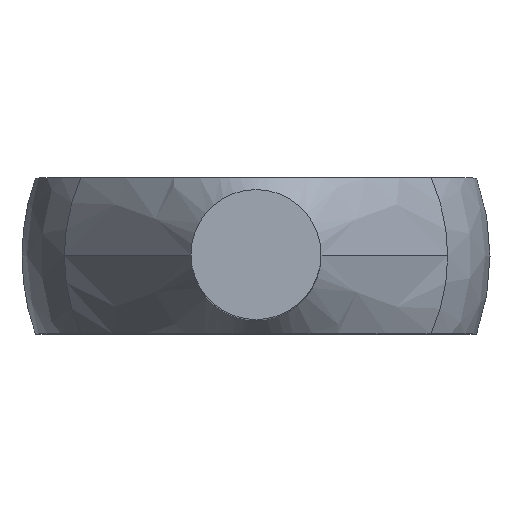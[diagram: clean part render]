
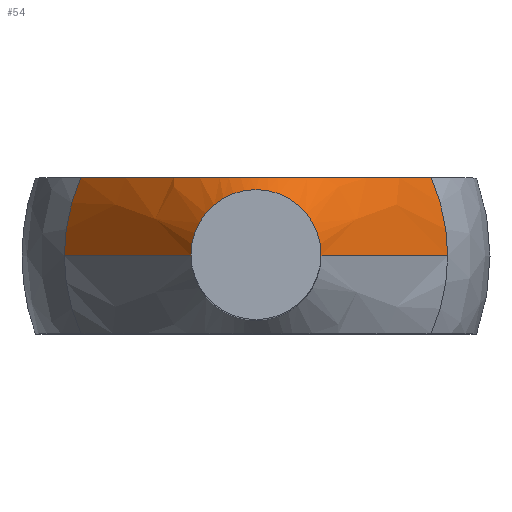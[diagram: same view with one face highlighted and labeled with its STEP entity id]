
A CAD part, top view. The second image highlights one B-rep face of the part: STEP entity #54.
In plain terms, the highlighted conical face has half-angle 35 degrees and reference radius 7.372 mm.
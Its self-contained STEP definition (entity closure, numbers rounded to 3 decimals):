
#7 = CARTESIAN_POINT ( 'NONE',  ( -4.812, 3., 7.599 ) ) ;
#8 = EDGE_CURVE ( 'NONE', #83, #158, #236, .T. ) ;
#9 = ORIENTED_EDGE ( 'NONE', *, *, #311, .F. ) ;
#14 = CARTESIAN_POINT ( 'NONE',  ( -0.836, 3., 11.251 ) ) ;
#15 = CARTESIAN_POINT ( 'NONE',  ( -2.735, 3., 9.9 ) ) ;
#17 = CARTESIAN_POINT ( 'NONE',  ( 6.734, 3., 5.162 ) ) ;
#18 = CARTESIAN_POINT ( 'NONE',  ( 4.283, 3., 8.237 ) ) ;
#19 = CARTESIAN_POINT ( 'NONE',  ( 0.337, 3., 11.388 ) ) ;
#26 = AXIS2_PLACEMENT_3D ( 'NONE', #392, #44, #306 ) ;
#30 = CARTESIAN_POINT ( 'NONE',  ( -6.734, 3., 5.162 ) ) ;
#44 = DIRECTION ( 'NONE',  ( 0., 0., -1. ) ) ;
#49 = AXIS2_PLACEMENT_3D ( 'NONE', #352, #225, #388 ) ;
#51 = CARTESIAN_POINT ( 'NONE',  ( 6.256, 3., 5.786 ) ) ;
#52 = CARTESIAN_POINT ( 'NONE',  ( -2.455, 3., 10.166 ) ) ;
#54 = ADVANCED_FACE ( 'NONE', ( #75 ), #234, .T. ) ;
#55 = CARTESIAN_POINT ( 'NONE',  ( -2.5, 0., 12.121 ) ) ;
#62 = CIRCLE ( 'NONE', #26, 2.5 ) ;
#69 = DIRECTION ( 'NONE',  ( 0., 0., -1. ) ) ;
#75 = FACE_OUTER_BOUND ( 'NONE', #109, .T. ) ;
#76 = EDGE_CURVE ( 'NONE', #385, #499, #119, .T. ) ;
#83 = VERTEX_POINT ( 'NONE', #55 ) ;
#85 = CARTESIAN_POINT ( 'NONE',  ( 4.786, 3., 7.632 ) ) ;
#87 = DIRECTION ( 'NONE',  ( 0.574, 0., -0.819 ) ) ;
#89 = CIRCLE ( 'NONE', #351, 7.372 ) ;
#93 = CARTESIAN_POINT ( 'NONE',  ( 3.494, 3., 9.118 ) ) ;
#94 = CARTESIAN_POINT ( 'NONE',  ( 5.772, 3., 6.407 ) ) ;
#106 = CARTESIAN_POINT ( 'NONE',  ( 0., 0., 5.162 ) ) ;
#109 = EDGE_LOOP ( 'NONE', ( #393, #162, #9, #237, #341, #116 ) ) ;
#112 = CARTESIAN_POINT ( 'NONE',  ( -5.786, 3., 6.39 ) ) ;
#113 = VERTEX_POINT ( 'NONE', #207 ) ;
#116 = ORIENTED_EDGE ( 'NONE', *, *, #8, .F. ) ;
#119 = B_SPLINE_CURVE_WITH_KNOTS ( 'NONE', 3,
 ( #315, #150, #112, #7, #472, #131, #206, #15, #52, #320, #200, #165, #14, #277, #245, #281, #19, #485, #241, #359, #161, #437, #367, #283, #442, #445, #93, #18, #85, #94, #51, #17 ),
 .UNSPECIFIED., .F., .F.,
 ( 4, 2, 2, 2, 2, 2, 2, 2, 2, 2, 2, 2, 2, 2, 2, 4 ),
 ( 0.02, 0.022, 0.024, 0.026, 0.027, 0.028, 0.029, 0.029, 0.03, 0.03, 0.031, 0.031, 0.033, 0.034, 0.036, 0.038 ),
 .UNSPECIFIED. ) ;
#128 = EDGE_CURVE ( 'NONE', #113, #422, #439, .T. ) ;
#131 = CARTESIAN_POINT ( 'NONE',  ( -3.541, 3., 9.067 ) ) ;
#139 = CARTESIAN_POINT ( 'NONE',  ( 6.734, 3., 5.162 ) ) ;
#150 = CARTESIAN_POINT ( 'NONE',  ( -6.262, 3., 5.778 ) ) ;
#158 = VERTEX_POINT ( 'NONE', #408 ) ;
#161 = CARTESIAN_POINT ( 'NONE',  ( 1.438, 3., 10.944 ) ) ;
#162 = ORIENTED_EDGE ( 'NONE', *, *, #128, .T. ) ;
#165 = CARTESIAN_POINT ( 'NONE',  ( -1.019, 3., 11.172 ) ) ;
#169 = VECTOR ( 'NONE', #267, 1000. ) ;
#200 = CARTESIAN_POINT ( 'NONE',  ( -1.549, 3., 10.892 ) ) ;
#202 = CIRCLE ( 'NONE', #491, 7.372 ) ;
#206 = CARTESIAN_POINT ( 'NONE',  ( -3.278, 3., 9.351 ) ) ;
#207 = CARTESIAN_POINT ( 'NONE',  ( 2.5, 0., 12.121 ) ) ;
#225 = DIRECTION ( 'NONE',  ( 0., 0., -1. ) ) ;
#234 = CONICAL_SURFACE ( 'NONE', #49, 7.372, 0.611 ) ;
#236 = LINE ( 'NONE', #310, #169 ) ;
#237 = ORIENTED_EDGE ( 'NONE', *, *, #76, .F. ) ;
#241 = CARTESIAN_POINT ( 'NONE',  ( 0.909, 3., 11.221 ) ) ;
#245 = CARTESIAN_POINT ( 'NONE',  ( -0.256, 3., 11.4 ) ) ;
#262 = DIRECTION ( 'NONE',  ( -1., 0., 0. ) ) ;
#267 = DIRECTION ( 'NONE',  ( -0.574, 0., -0.819 ) ) ;
#277 = CARTESIAN_POINT ( 'NONE',  ( -0.456, 3., 11.366 ) ) ;
#281 = CARTESIAN_POINT ( 'NONE',  ( 0.138, 3., 11.411 ) ) ;
#283 = CARTESIAN_POINT ( 'NONE',  ( 2.38, 3., 10.234 ) ) ;
#306 = DIRECTION ( 'NONE',  ( -1., 0., 0. ) ) ;
#310 = CARTESIAN_POINT ( 'NONE',  ( -7.372, 0., 5.162 ) ) ;
#311 = EDGE_CURVE ( 'NONE', #499, #422, #89, .T. ) ;
#314 = DIRECTION ( 'NONE',  ( -1., 0., 0. ) ) ;
#315 = CARTESIAN_POINT ( 'NONE',  ( -6.734, 3., 5.162 ) ) ;
#320 = CARTESIAN_POINT ( 'NONE',  ( -1.861, 3., 10.661 ) ) ;
#337 = EDGE_CURVE ( 'NONE', #83, #113, #62, .T. ) ;
#341 = ORIENTED_EDGE ( 'NONE', *, *, #365, .F. ) ;
#351 = AXIS2_PLACEMENT_3D ( 'NONE', #106, #384, #262 ) ;
#352 = CARTESIAN_POINT ( 'NONE',  ( 0., 0., 5.162 ) ) ;
#359 = CARTESIAN_POINT ( 'NONE',  ( 1.265, 3., 11.047 ) ) ;
#365 = EDGE_CURVE ( 'NONE', #158, #385, #202, .T. ) ;
#367 = CARTESIAN_POINT ( 'NONE',  ( 1.923, 3., 10.605 ) ) ;
#384 = DIRECTION ( 'NONE',  ( 0., 0., -1. ) ) ;
#385 = VERTEX_POINT ( 'NONE', #30 ) ;
#388 = DIRECTION ( 'NONE',  ( -1., 0., 0. ) ) ;
#392 = CARTESIAN_POINT ( 'NONE',  ( 0., 0., 12.121 ) ) ;
#393 = ORIENTED_EDGE ( 'NONE', *, *, #337, .T. ) ;
#408 = CARTESIAN_POINT ( 'NONE',  ( -7.372, 0., 5.162 ) ) ;
#422 = VERTEX_POINT ( 'NONE', #463 ) ;
#425 = CARTESIAN_POINT ( 'NONE',  ( 0., 0., 5.162 ) ) ;
#437 = CARTESIAN_POINT ( 'NONE',  ( 1.766, 3., 10.724 ) ) ;
#439 = LINE ( 'NONE', #446, #448 ) ;
#442 = CARTESIAN_POINT ( 'NONE',  ( 2.667, 3., 9.965 ) ) ;
#445 = CARTESIAN_POINT ( 'NONE',  ( 3.225, 3., 9.407 ) ) ;
#446 = CARTESIAN_POINT ( 'NONE',  ( 7.372, 0., 5.162 ) ) ;
#448 = VECTOR ( 'NONE', #87, 1000. ) ;
#463 = CARTESIAN_POINT ( 'NONE',  ( 7.372, 0., 5.162 ) ) ;
#472 = CARTESIAN_POINT ( 'NONE',  ( -4.316, 3., 8.199 ) ) ;
#485 = CARTESIAN_POINT ( 'NONE',  ( 0.724, 3., 11.292 ) ) ;
#491 = AXIS2_PLACEMENT_3D ( 'NONE', #425, #69, #314 ) ;
#499 = VERTEX_POINT ( 'NONE', #139 ) ;
